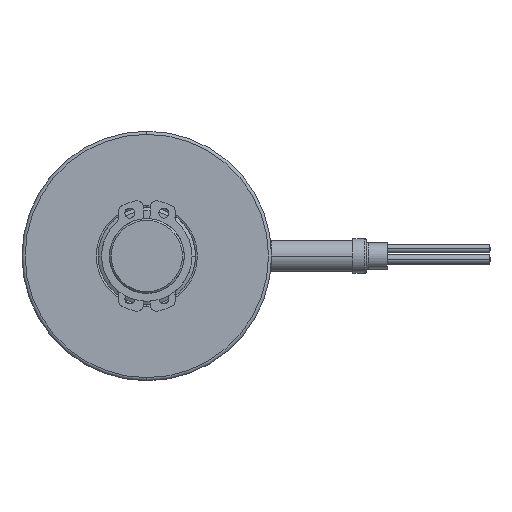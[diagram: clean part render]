
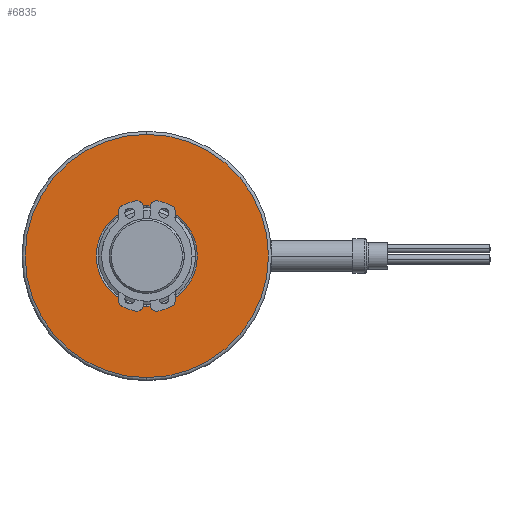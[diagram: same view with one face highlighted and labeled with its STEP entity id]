
A CAD part, front view. The second image highlights one B-rep face of the part: STEP entity #6835.
In plain terms, the highlighted planar face has unit normal (0, -1, 0).
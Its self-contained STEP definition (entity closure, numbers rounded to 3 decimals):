
#2 = DIRECTION ( 'NONE',  ( 0., 0., 1. ) ) ;
#529 = EDGE_CURVE ( 'NONE', #5263, #1124, #5484, .T. ) ;
#548 = AXIS2_PLACEMENT_3D ( 'NONE', #2670, #4895, #2 ) ;
#618 = CIRCLE ( 'NONE', #5281, 8.1 ) ;
#648 = CARTESIAN_POINT ( 'NONE',  ( 0., -65., 19.5 ) ) ;
#688 = CARTESIAN_POINT ( 'NONE',  ( 0., -65., -19.5 ) ) ;
#800 = AXIS2_PLACEMENT_3D ( 'NONE', #7023, #2753, #1064 ) ;
#1064 = DIRECTION ( 'NONE',  ( 0., 0., 1. ) ) ;
#1124 = VERTEX_POINT ( 'NONE', #648 ) ;
#1298 = EDGE_LOOP ( 'NONE', ( #4009, #2656 ) ) ;
#1529 = CARTESIAN_POINT ( 'NONE',  ( 0., -65., -8.1 ) ) ;
#1743 = AXIS2_PLACEMENT_3D ( 'NONE', #5083, #6156, #4410 ) ;
#1750 = ORIENTED_EDGE ( 'NONE', *, *, #2155, .T. ) ;
#1877 = CARTESIAN_POINT ( 'NONE',  ( 0., -65., 0. ) ) ;
#2107 = EDGE_CURVE ( 'NONE', #5939, #4717, #618, .T. ) ;
#2155 = EDGE_CURVE ( 'NONE', #1124, #5263, #5049, .T. ) ;
#2656 = ORIENTED_EDGE ( 'NONE', *, *, #5087, .T. ) ;
#2670 = CARTESIAN_POINT ( 'NONE',  ( 0., -65., 0. ) ) ;
#2753 = DIRECTION ( 'NONE',  ( 0., 1., 0. ) ) ;
#3161 = DIRECTION ( 'NONE',  ( 0., -1., 0. ) ) ;
#3432 = ORIENTED_EDGE ( 'NONE', *, *, #529, .T. ) ;
#3532 = DIRECTION ( 'NONE',  ( 0., 1., 0. ) ) ;
#4009 = ORIENTED_EDGE ( 'NONE', *, *, #2107, .T. ) ;
#4044 = DIRECTION ( 'NONE',  ( 0., 0., 1. ) ) ;
#4264 = AXIS2_PLACEMENT_3D ( 'NONE', #5446, #3161, #5911 ) ;
#4309 = FACE_BOUND ( 'NONE', #1298, .T. ) ;
#4410 = DIRECTION ( 'NONE',  ( 0., 0., 1. ) ) ;
#4717 = VERTEX_POINT ( 'NONE', #1529 ) ;
#4798 = EDGE_LOOP ( 'NONE', ( #1750, #3432 ) ) ;
#4867 = FACE_OUTER_BOUND ( 'NONE', #4798, .T. ) ;
#4895 = DIRECTION ( 'NONE',  ( 0., 1., 0. ) ) ;
#5049 = CIRCLE ( 'NONE', #4264, 19.5 ) ;
#5083 = CARTESIAN_POINT ( 'NONE',  ( 0., -65., 0. ) ) ;
#5087 = EDGE_CURVE ( 'NONE', #4717, #5939, #5443, .T. ) ;
#5125 = CARTESIAN_POINT ( 'NONE',  ( 0., -65., 8.1 ) ) ;
#5263 = VERTEX_POINT ( 'NONE', #688 ) ;
#5281 = AXIS2_PLACEMENT_3D ( 'NONE', #1877, #3532, #4044 ) ;
#5443 = CIRCLE ( 'NONE', #548, 8.1 ) ;
#5446 = CARTESIAN_POINT ( 'NONE',  ( 0., -65., 0. ) ) ;
#5484 = CIRCLE ( 'NONE', #1743, 19.5 ) ;
#5911 = DIRECTION ( 'NONE',  ( 0., 0., 1. ) ) ;
#5939 = VERTEX_POINT ( 'NONE', #5125 ) ;
#6156 = DIRECTION ( 'NONE',  ( 0., -1., 0. ) ) ;
#6549 = PLANE ( 'NONE',  #800 ) ;
#6835 = ADVANCED_FACE ( 'NONE', ( #4309, #4867 ), #6549, .F. ) ;
#7023 = CARTESIAN_POINT ( 'NONE',  ( 7.8, -65., 0. ) ) ;
